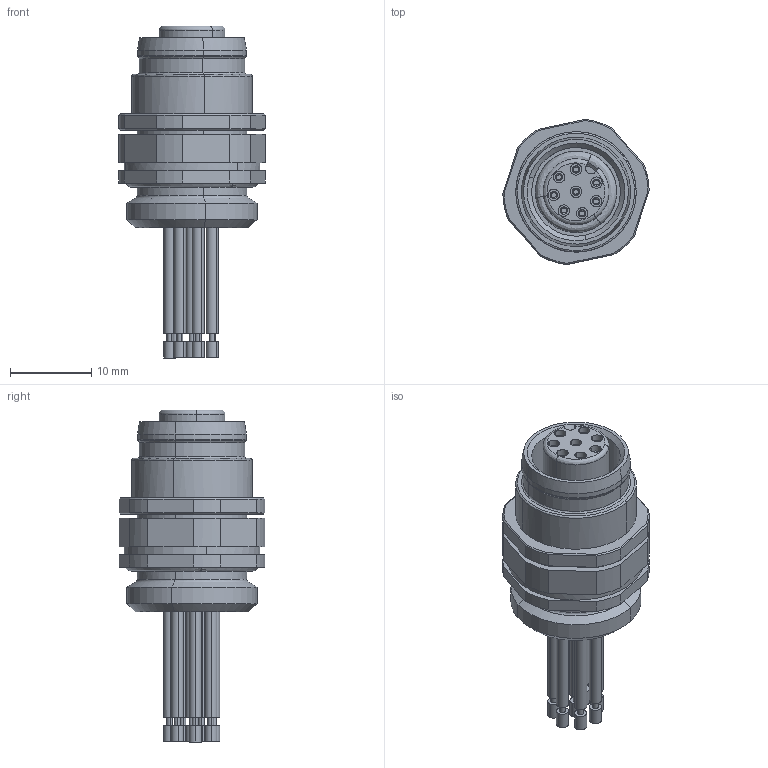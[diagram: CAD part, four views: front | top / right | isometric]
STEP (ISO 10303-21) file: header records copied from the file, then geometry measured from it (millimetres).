
FILE_DESCRIPTION(('CATIA V5 STEP Exchange','CAx-IF Rec.Pracs.--- Model Styling and Organization---1.5--- 2016-08-15','CAx-IF Rec.Pracs.---Supplemental Geometry---1.0---2011-11-01','CAx-IF Rec.Pracs.--- Composite Materials ---1.1---2010-07-15'),'2;1');
FILE_NAME ('024059-3_0', '2025-11-12T10:01:31+00:00', ('none'), ('Weidmueller'), 'CATIA Version 5-6 Release 2024 SP4', 'CATIA V5 STEP AP214 v3', 'none');
FILE_SCHEMA(('AUTOMOTIVE_DESIGN { 1 0 10303 214 1 1 1 1 }'));
Length unit declared in the file: millimetre
Products named in the file (1): 1861210000
Bounding box: 18 x 17.86 x 40.8 mm (x, y, z)
Volume: 2625.7 mm3; surface area: 4816.4 mm2
Topology: 26 solids, 28 shells, 584 faces, 1370 edges, 891 vertices
Faces by surface type: bspline 384, plane 200
Entity records: 19559 total; most frequent: CARTESIAN_POINT 10626, ORIENTED_EDGE 2676, EDGE_CURVE 1338, VERTEX_POINT 875, EDGE_LOOP 639, ADVANCED_FACE 568, FACE_OUTER_BOUND 568, B_SPLINE_CURVE_WITH_KNOTS 554
